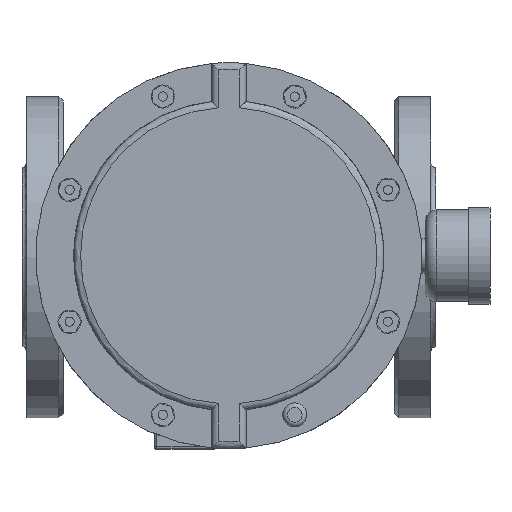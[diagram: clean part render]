
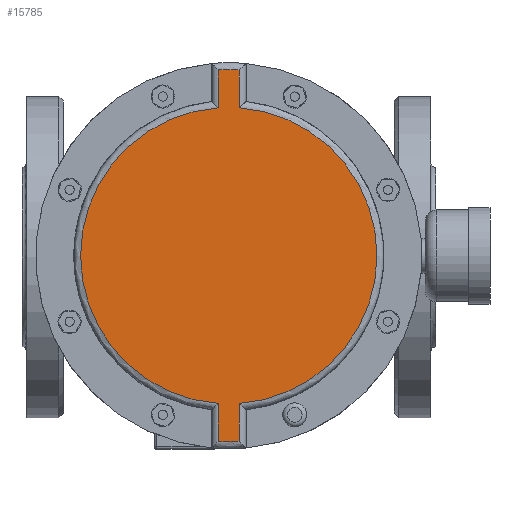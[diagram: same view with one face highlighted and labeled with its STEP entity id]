
A CAD part, top view. The second image highlights one B-rep face of the part: STEP entity #15785.
In plain terms, the highlighted planar face has unit normal (0, 0, 1).
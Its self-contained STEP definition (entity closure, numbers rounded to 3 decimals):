
#591=LINE('',#24687,#2012);
#593=LINE('',#24759,#2014);
#596=LINE('',#24765,#2017);
#598=LINE('',#24801,#2019);
#2012=VECTOR('',#18970,16.532);
#2014=VECTOR('',#18986,16.532);
#2017=VECTOR('',#18991,16.532);
#2019=VECTOR('',#19001,16.532);
#3261=PLANE('',#16872);
#4271=FACE_OUTER_BOUND('',#5302,.T.);
#5302=EDGE_LOOP('',(#11638,#11639,#11640,#11641,#11642,#11643,#11644,#11645));
#6491=CIRCLE('',#16850,64.5);
#6492=CIRCLE('',#16853,81.);
#6495=CIRCLE('',#16857,64.5);
#6497=CIRCLE('',#16862,81.);
#7383=VERTEX_POINT('',#24654);
#7384=VERTEX_POINT('',#24669);
#7385=VERTEX_POINT('',#24686);
#7387=VERTEX_POINT('',#24705);
#7391=VERTEX_POINT('',#24727);
#7392=VERTEX_POINT('',#24742);
#7394=VERTEX_POINT('',#24764);
#7396=VERTEX_POINT('',#24783);
#9000=EDGE_CURVE('',#7383,#7384,#6491,.T.);
#9002=EDGE_CURVE('',#7384,#7385,#591,.T.);
#9005=EDGE_CURVE('',#7385,#7387,#6492,.T.);
#9010=EDGE_CURVE('',#7391,#7392,#6495,.T.);
#9012=EDGE_CURVE('',#7387,#7391,#593,.T.);
#9015=EDGE_CURVE('',#7392,#7394,#596,.T.);
#9018=EDGE_CURVE('',#7394,#7396,#6497,.T.);
#9021=EDGE_CURVE('',#7396,#7383,#598,.T.);
#11638=ORIENTED_EDGE('',*,*,#9010,.F.);
#11639=ORIENTED_EDGE('',*,*,#9012,.F.);
#11640=ORIENTED_EDGE('',*,*,#9005,.F.);
#11641=ORIENTED_EDGE('',*,*,#9002,.F.);
#11642=ORIENTED_EDGE('',*,*,#9000,.F.);
#11643=ORIENTED_EDGE('',*,*,#9021,.F.);
#11644=ORIENTED_EDGE('',*,*,#9018,.F.);
#11645=ORIENTED_EDGE('',*,*,#9015,.F.);
#15785=ADVANCED_FACE('',(#4271),#3261,.T.);
#16850=AXIS2_PLACEMENT_3D('',#24670,#18966,#18967);
#16853=AXIS2_PLACEMENT_3D('',#24706,#18974,#18975);
#16857=AXIS2_PLACEMENT_3D('',#24743,#18982,#18983);
#16862=AXIS2_PLACEMENT_3D('',#24784,#18996,#18997);
#16872=AXIS2_PLACEMENT_3D('',#24827,#19027,#19028);
#18966=DIRECTION('center_axis',(0.,0.,-1.));
#18967=DIRECTION('ref_axis',(-1.,0.,0.));
#18970=DIRECTION('',(0.,1.,0.));
#18974=DIRECTION('center_axis',(0.,0.,-1.));
#18975=DIRECTION('ref_axis',(0.,1.,0.));
#18982=DIRECTION('center_axis',(0.,0.,-1.));
#18983=DIRECTION('ref_axis',(1.,0.,0.));
#18986=DIRECTION('',(0.,-1.,0.));
#18991=DIRECTION('',(0.,-1.,0.));
#18996=DIRECTION('center_axis',(0.,0.,-1.));
#18997=DIRECTION('ref_axis',(0.,-1.,0.));
#19001=DIRECTION('',(0.,1.,0.));
#19027=DIRECTION('center_axis',(0.,0.,1.));
#19028=DIRECTION('ref_axis',(1.,0.,0.));
#24654=CARTESIAN_POINT('',(-4.5,-64.343,370.));
#24669=CARTESIAN_POINT('',(-4.5,64.343,370.));
#24670=CARTESIAN_POINT('Origin',(0.,0.,370.));
#24686=CARTESIAN_POINT('',(-4.5,80.875,370.));
#24687=CARTESIAN_POINT('',(-4.5,0.,370.));
#24705=CARTESIAN_POINT('',(4.5,80.875,370.));
#24706=CARTESIAN_POINT('Origin',(0.,0.,370.));
#24727=CARTESIAN_POINT('',(4.5,64.343,370.));
#24742=CARTESIAN_POINT('',(4.5,-64.343,370.));
#24743=CARTESIAN_POINT('Origin',(0.,0.,370.));
#24759=CARTESIAN_POINT('',(4.5,0.,370.));
#24764=CARTESIAN_POINT('',(4.5,-80.875,370.));
#24765=CARTESIAN_POINT('',(4.5,0.,370.));
#24783=CARTESIAN_POINT('',(-4.5,-80.875,370.));
#24784=CARTESIAN_POINT('Origin',(0.,0.,370.));
#24801=CARTESIAN_POINT('',(-4.5,0.,370.));
#24827=CARTESIAN_POINT('Origin',(0.,0.,
370.));
